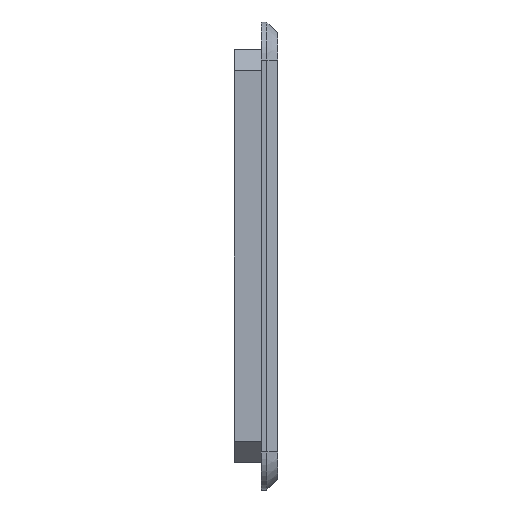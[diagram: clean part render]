
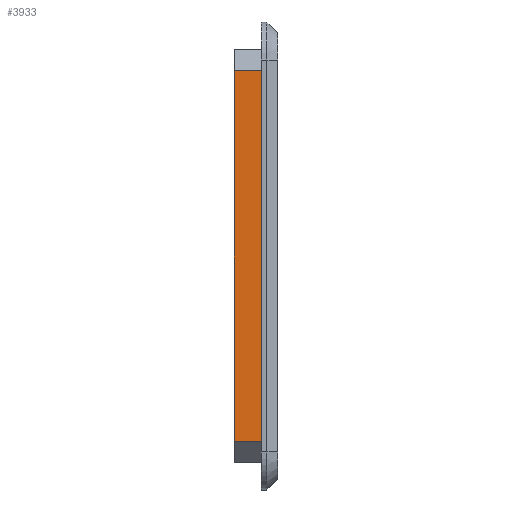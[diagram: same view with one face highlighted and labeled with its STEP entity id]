
A CAD part, left-side view. The second image highlights one B-rep face of the part: STEP entity #3933.
In plain terms, the highlighted planar face has unit normal (-1, 0, 0).
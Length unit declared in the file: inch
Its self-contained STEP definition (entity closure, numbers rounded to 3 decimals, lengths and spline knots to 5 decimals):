
#559=FACE_OUTER_BOUND('',#774,.T.);
#774=EDGE_LOOP('',(#3576,#3577,#3578,#3579));
#1119=LINE('',#7576,#1478);
#1122=LINE('',#7582,#1481);
#1123=LINE('',#7584,#1482);
#1124=LINE('',#7585,#1483);
#1478=VECTOR('',#4585,0.3937);
#1481=VECTOR('',#4590,0.3937);
#1482=VECTOR('',#4591,0.3937);
#1483=VECTOR('',#4592,0.3937);
#1875=VERTEX_POINT('',#7572);
#1877=VERTEX_POINT('',#7575);
#1879=VERTEX_POINT('',#7581);
#1880=VERTEX_POINT('',#7583);
#2449=EDGE_CURVE('',#1875,#1877,#1119,.T.);
#2452=EDGE_CURVE('',#1879,#1875,#1122,.T.);
#2453=EDGE_CURVE('',#1879,#1880,#1123,.T.);
#2454=EDGE_CURVE('',#1877,#1880,#1124,.T.);
#3576=ORIENTED_EDGE('',*,*,#2452,.F.);
#3577=ORIENTED_EDGE('',*,*,#2453,.T.);
#3578=ORIENTED_EDGE('',*,*,#2454,.F.);
#3579=ORIENTED_EDGE('',*,*,#2449,.F.);
#3732=PLANE('',#4054);
#3933=ADVANCED_FACE('',(#559),#3732,.T.);
#4054=AXIS2_PLACEMENT_3D('',#7580,#4588,#4589);
#4585=DIRECTION('',(0.,1.,0.));
#4588=DIRECTION('center_axis',(-1.,0.,0.));
#4589=DIRECTION('ref_axis',(0.,0.,1.));
#4590=DIRECTION('',(0.,0.,-1.));
#4591=DIRECTION('',(0.,1.,0.));
#4592=DIRECTION('',(0.,0.,1.));
#7572=CARTESIAN_POINT('',(0.05,0.03,0.09));
#7575=CARTESIAN_POINT('',(0.05,0.08,0.09));
#7576=CARTESIAN_POINT('',(0.05,0.,0.09));
#7580=CARTESIAN_POINT('Origin',(0.05,0.,0.09));
#7581=CARTESIAN_POINT('',(0.05,0.03,0.77));
#7582=CARTESIAN_POINT('',(0.05,0.03,0.09));
#7583=CARTESIAN_POINT('',(0.05,0.08,0.77));
#7584=CARTESIAN_POINT('',(0.05,0.,0.77));
#7585=CARTESIAN_POINT('',(0.05,0.08,0.09));
